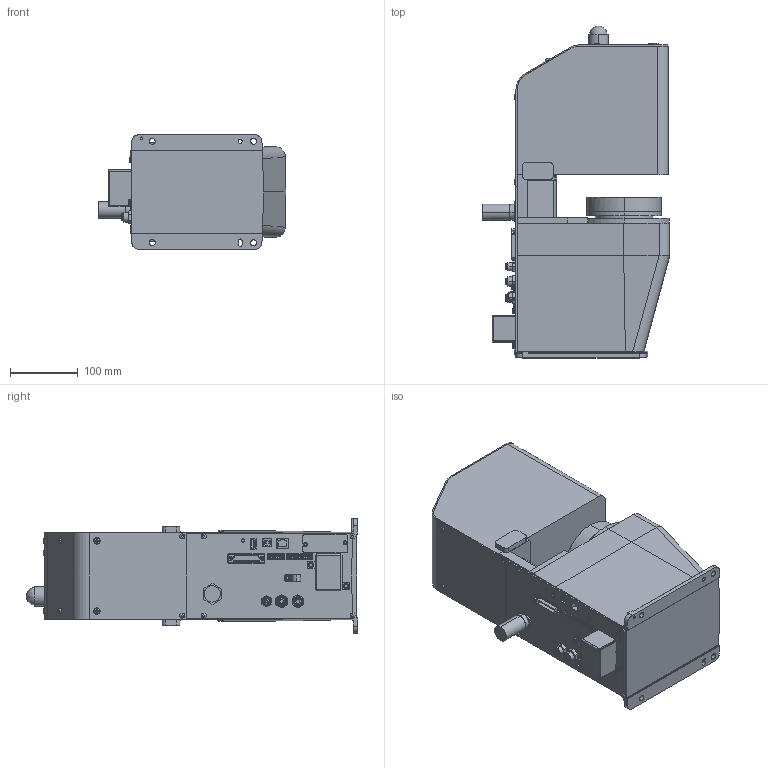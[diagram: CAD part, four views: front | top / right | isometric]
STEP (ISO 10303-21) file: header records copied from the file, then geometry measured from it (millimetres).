
FILE_DESCRIPTION (( 'STEP AP203' ), '1' );
FILE_NAME ('_T6_602S_BASE_1_2_Default_sldprt.STEP', '2021-05-15T08:07:15', ( '' ), ( '' ), 'SwSTEP 2.0', 'SolidWorks 2019', '' );
FILE_SCHEMA (( 'CONFIG_CONTROL_DESIGN' ));
Products named in the file (1): _T6_602S_BASE_1_2_Default_sldprt
Bounding box: 277.81 x 491 x 169 mm (x, y, z)
Volume: 11629772 mm3; surface area: 497707.3 mm2
Topology: 1 solids, 1 shells, 1302 faces, 3327 edges, 2172 vertices
Faces by surface type: plane 975, cylinder 233, cone 39, torus 31, bspline 24
Entity records: 46919 total; most frequent: CARTESIAN_POINT 16765, ORIENTED_EDGE 6650, DIRECTION 5305, EDGE_CURVE 3325, LINE 2281, VECTOR 2281, VERTEX_POINT 2172, AXIS2_PLACEMENT_3D 1512
